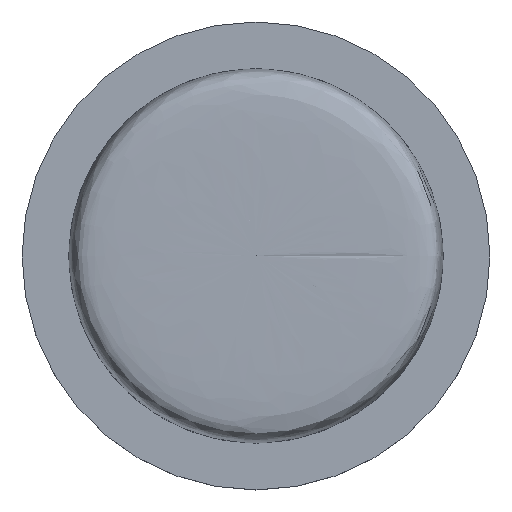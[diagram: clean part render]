
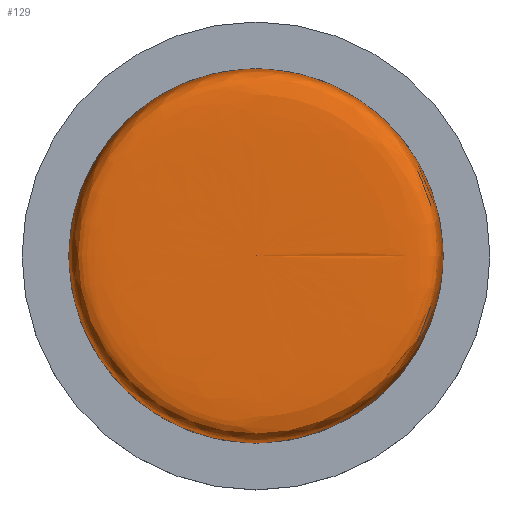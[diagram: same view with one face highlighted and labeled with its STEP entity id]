
A CAD part, top view. The second image highlights one B-rep face of the part: STEP entity #129.
In plain terms, the highlighted free-form (B-spline) face has degree [2, 2] with [3, 9] control points.
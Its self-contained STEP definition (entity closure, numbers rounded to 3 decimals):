
#35=FACE_OUTER_BOUND('',#46,.T.);
#46=EDGE_LOOP('',(#109,#110,#111));
#57=CIRCLE('',#158,8.);
#62=(
BOUNDED_CURVE()
B_SPLINE_CURVE(2,(#287,#288,#289),.UNSPECIFIED.,.F.,.F.)
B_SPLINE_CURVE_WITH_KNOTS((3,3),(0.,1.332),.UNSPECIFIED.)
CURVE()
GEOMETRIC_REPRESENTATION_ITEM()
RATIONAL_B_SPLINE_CURVE((1.,9.,1.))
REPRESENTATION_ITEM('')
);
#70=VERTEX_POINT('',#257);
#71=VERTEX_POINT('',#286);
#84=EDGE_CURVE('',#70,#70,#57,.T.);
#85=EDGE_CURVE('',#70,#71,#62,.T.);
#109=ORIENTED_EDGE('',*,*,#85,.F.);
#110=ORIENTED_EDGE('',*,*,#84,.T.);
#111=ORIENTED_EDGE('',*,*,#85,.T.);
#123=(
BOUNDED_SURFACE()
B_SPLINE_SURFACE(2,2,((#259,#260,#261,#262,#263,#264,#265,#266,#267),(#268,
#269,#270,#271,#272,#273,#274,#275,#276),(#277,#278,#279,#280,#281,#282,
#283,#284,#285)),.UNSPECIFIED.,.F.,.T.,.F.)
B_SPLINE_SURFACE_WITH_KNOTS((3,3),(3,2,2,2,3),(-1.332,0.),(0.,
1.571,3.142,4.712,6.283),
 .UNSPECIFIED.)
GEOMETRIC_REPRESENTATION_ITEM()
RATIONAL_B_SPLINE_SURFACE(((1.,0.707,1.,0.707,1.,
0.707,1.,0.707,1.),(9.,6.364,
9.,6.364,9.,6.364,9.,
6.364,9.),(1.,0.707,1.,0.707,
1.,0.707,1.,0.707,1.)))
REPRESENTATION_ITEM('')
SURFACE()
);
#129=ADVANCED_FACE('',(#35),#123,.T.);
#158=AXIS2_PLACEMENT_3D('',#258,#191,#192);
#191=DIRECTION('center_axis',(0.,0.,1.));
#192=DIRECTION('ref_axis',(1.,0.,0.));
#257=CARTESIAN_POINT('',(8.,0.,1.5));
#258=CARTESIAN_POINT('Origin',(0.,0.,1.5));
#259=CARTESIAN_POINT('Ctrl Pts',(0.,0.,7.5));
#260=CARTESIAN_POINT('Ctrl Pts',(0.,0.,7.5));
#261=CARTESIAN_POINT('Ctrl Pts',(0.,0.,7.5));
#262=CARTESIAN_POINT('Ctrl Pts',(0.,0.,7.5));
#263=CARTESIAN_POINT('Ctrl Pts',(0.,0.,7.5));
#264=CARTESIAN_POINT('Ctrl Pts',(0.,0.,7.5));
#265=CARTESIAN_POINT('Ctrl Pts',(0.,0.,7.5));
#266=CARTESIAN_POINT('Ctrl Pts',(0.,0.,7.5));
#267=CARTESIAN_POINT('Ctrl Pts',(0.,0.,7.5));
#268=CARTESIAN_POINT('Ctrl Pts',(8.,0.,7.5));
#269=CARTESIAN_POINT('Ctrl Pts',(8.,8.,7.5));
#270=CARTESIAN_POINT('Ctrl Pts',(0.,8.,7.5));
#271=CARTESIAN_POINT('Ctrl Pts',(-8.,8.,7.5));
#272=CARTESIAN_POINT('Ctrl Pts',(-8.,0.,7.5));
#273=CARTESIAN_POINT('Ctrl Pts',(-8.,-8.,7.5));
#274=CARTESIAN_POINT('Ctrl Pts',(0.,-8.,7.5));
#275=CARTESIAN_POINT('Ctrl Pts',(8.,-8.,7.5));
#276=CARTESIAN_POINT('Ctrl Pts',(8.,0.,7.5));
#277=CARTESIAN_POINT('Ctrl Pts',(8.,0.,1.5));
#278=CARTESIAN_POINT('Ctrl Pts',(8.,8.,1.5));
#279=CARTESIAN_POINT('Ctrl Pts',(0.,8.,1.5));
#280=CARTESIAN_POINT('Ctrl Pts',(-8.,8.,1.5));
#281=CARTESIAN_POINT('Ctrl Pts',(-8.,0.,1.5));
#282=CARTESIAN_POINT('Ctrl Pts',(-8.,-8.,1.5));
#283=CARTESIAN_POINT('Ctrl Pts',(0.,-8.,1.5));
#284=CARTESIAN_POINT('Ctrl Pts',(8.,-8.,1.5));
#285=CARTESIAN_POINT('Ctrl Pts',(8.,0.,1.5));
#286=CARTESIAN_POINT('',(0.,0.,7.5));
#287=CARTESIAN_POINT('Ctrl Pts',(8.,0.,1.5));
#288=CARTESIAN_POINT('Ctrl Pts',(8.,0.,7.5));
#289=CARTESIAN_POINT('Ctrl Pts',(0.,0.,7.5));
